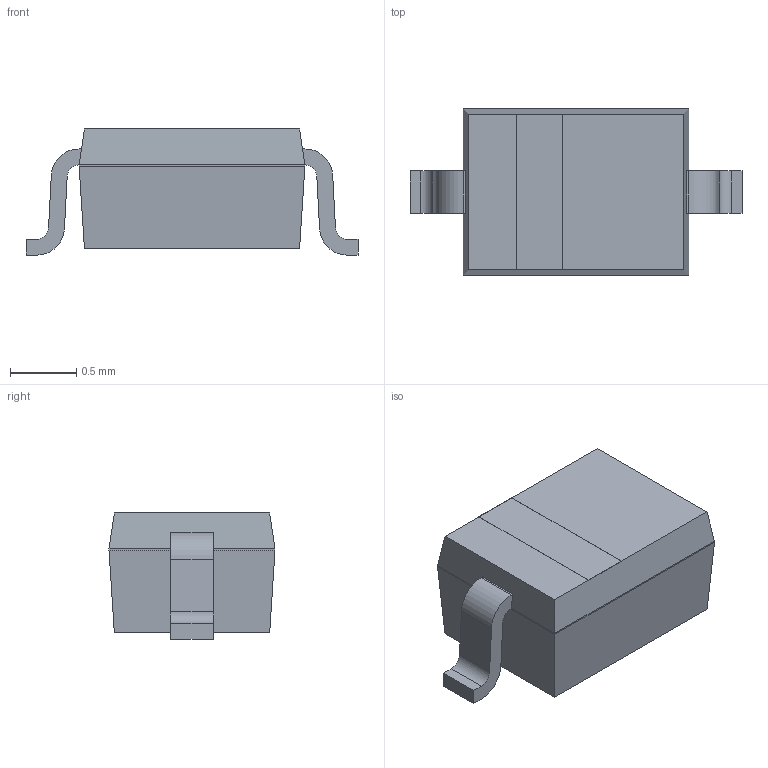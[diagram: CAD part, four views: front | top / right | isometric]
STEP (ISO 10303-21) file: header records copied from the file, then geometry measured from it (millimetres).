
FILE_DESCRIPTION(('FreeCAD Model'),'2;1');
FILE_NAME( 'mm3z2v4t1.step', '2018-05-08T17:52:17',('kicad StepUp'),('ksu MCAD'), 'Open CASCADE STEP processor 6.5','FreeCAD','Unknown');
FILE_SCHEMA(('AUTOMOTIVE_DESIGN_CC2 { 1 2 10303 214 -1 1 5 4 }'));
Length unit declared in the file: millimetre
Products named in the file (5): ASSEMBLY; Cut002; Pad003; Pad001_(Mirror_#1)001; Pad004
Assembly tree (4 placements, depth 2):
  ASSEMBLY
    Cut002
    Pad003
    Pad001_(Mirror_#1)001
    Pad004
Bounding box: 2.5 x 1.25 x 0.95 mm (x, y, z)
Volume: 1.9 mm3; surface area: 11.8 mm2
Topology: 4 solids, 4 shells, 58 faces, 138 edges, 88 vertices
Faces by surface type: plane 50, cylinder 8
Entity records: 1761 total; most frequent: CARTESIAN_POINT 289, DIRECTION 280, ORIENTED_EDGE 276, EDGE_CURVE 138, LINE 122, VECTOR 122, VERTEX_POINT 88, AXIS2_PLACEMENT_3D 79
